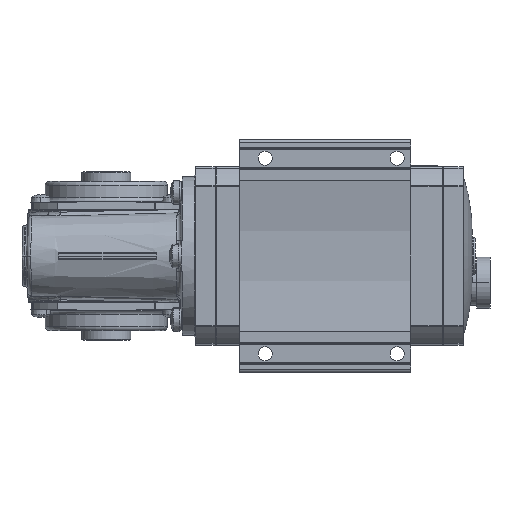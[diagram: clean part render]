
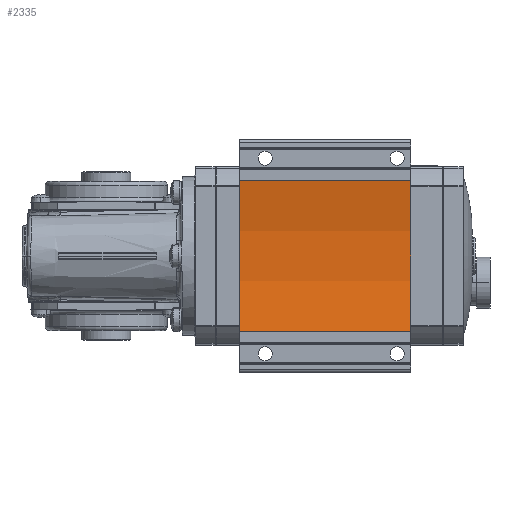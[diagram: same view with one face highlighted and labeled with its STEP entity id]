
A CAD part, front view. The second image highlights one B-rep face of the part: STEP entity #2335.
In plain terms, the highlighted cylindrical face has radius 146.44 mm (diameter 292.88 mm), a partial arc.
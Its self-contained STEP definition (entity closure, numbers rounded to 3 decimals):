
#2335=ADVANCED_FACE('',(#6261),#6262,.F.);
#6261=FACE_OUTER_BOUND('',#12267,.T.);
#6262=CYLINDRICAL_SURFACE('',#12268,146.44);
#12267=EDGE_LOOP('',(#21456,#21457,#21458,#21459));
#12268=AXIS2_PLACEMENT_3D('',#21460,#21461,#21462);
#21456=ORIENTED_EDGE('',*,*,#36270,.T.);
#21457=ORIENTED_EDGE('',*,*,#36682,.F.);
#21458=ORIENTED_EDGE('',*,*,#36683,.T.);
#21459=ORIENTED_EDGE('',*,*,#36669,.T.);
#21460=CARTESIAN_POINT('',(-91.225,-204.686,14.661));
#21461=DIRECTION('',(1.0,0.0,-0.0));
#21462=DIRECTION('',(0.0,0.977,0.212));
#36270=EDGE_CURVE('',#42610,#42608,#42611,.T.);
#36669=EDGE_CURVE('',#43314,#42610,#43315,.T.);
#36682=EDGE_CURVE('',#43335,#42608,#43336,.T.);
#36683=EDGE_CURVE('',#43335,#43314,#43337,.T.);
#42608=VERTEX_POINT('',#51538);
#42610=VERTEX_POINT('',#51541);
#42611=CIRCLE('',#51542,146.44);
#43314=VERTEX_POINT('',#52692);
#43315=LINE('',#52693,#52694);
#43335=VERTEX_POINT('',#52720);
#43336=LINE('',#52721,#52722);
#43337=CIRCLE('',#52723,146.44);
#51538=CARTESIAN_POINT('',(-21.225,-61.565,45.661));
#51541=CARTESIAN_POINT('',(-21.225,-61.565,-16.339));
#51542=AXIS2_PLACEMENT_3D('',#65541,#65542,#65543);
#52692=CARTESIAN_POINT('',(-91.225,-61.565,-16.339));
#52693=CARTESIAN_POINT('',(-91.225,-61.565,-16.339));
#52694=VECTOR('',#66103,1.0);
#52720=CARTESIAN_POINT('',(-91.225,-61.565,45.661));
#52721=CARTESIAN_POINT('',(-91.225,-61.565,45.661));
#52722=VECTOR('',#66119,1.0);
#52723=AXIS2_PLACEMENT_3D('',#66120,#66121,#66122);
#65541=CARTESIAN_POINT('',(-21.225,-204.686,14.661));
#65542=DIRECTION('',(1.0,0.0,-0.0));
#65543=DIRECTION('',(0.0,0.977,0.212));
#66103=DIRECTION('',(1.0,0.0,0.0));
#66119=DIRECTION('',(1.0,0.0,0.0));
#66120=CARTESIAN_POINT('',(-91.225,-204.686,14.661));
#66121=DIRECTION('',(-1.0,0.0,0.0));
#66122=DIRECTION('',(0.0,0.977,0.212));
